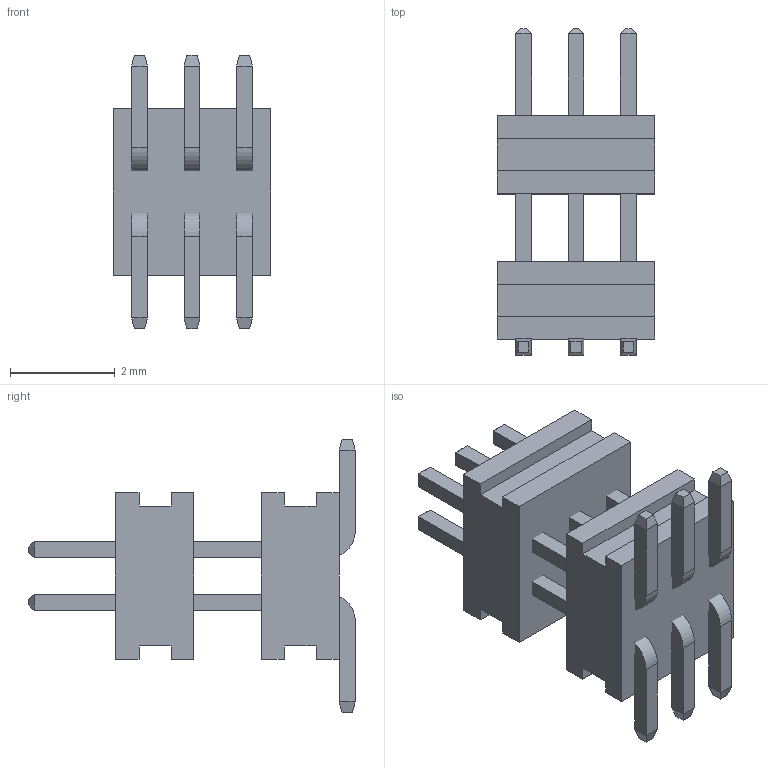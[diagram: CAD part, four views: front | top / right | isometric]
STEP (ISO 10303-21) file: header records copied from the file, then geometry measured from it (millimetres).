
FILE_DESCRIPTION( ( 'STEP AP214' ), ' ' );
FILE_NAME( 'MW-03-03-G-D-180-065.stp', '2018-06-08T18:59:08', ( '' ), ( '' ), ' ', 'PARTsolutions', ' ' );
FILE_SCHEMA( ( 'AUTOMOTIVE_DESIGN { 1 0 10303 214 1 1 1 1 }' ) );
Length unit declared in the file: inch
Products named in the file (4): MW-03-03-G-D-180-065; _MW-03-03-G-D-180-065_bottom_body; _MW-03-03-G-D-180-065_top_body; _MW-03-03-G-D-180-065_pins1
Assembly tree (3 placements, depth 2):
  MW-03-03-G-D-180-065
    _MW-03-03-G-D-180-065_bottom_body
    _MW-03-03-G-D-180-065_top_body
    _MW-03-03-G-D-180-065_pins1
Bounding box: 3 x 6.22 x 5.21 mm (x, y, z)
Volume: 31.8 mm3; surface area: 145.9 mm2
Topology: 3 solids, 3 shells, 162 faces, 420 edges, 264 vertices
Faces by surface type: plane 156, cylinder 6
Entity records: 6158 total; most frequent: CARTESIAN_POINT 850, ORIENTED_EDGE 840, DIRECTION 764, EDGE_CURVE 420, LINE 408, VECTOR 408, VERTEX_POINT 264, AXIS2_PLACEMENT_3D 178
